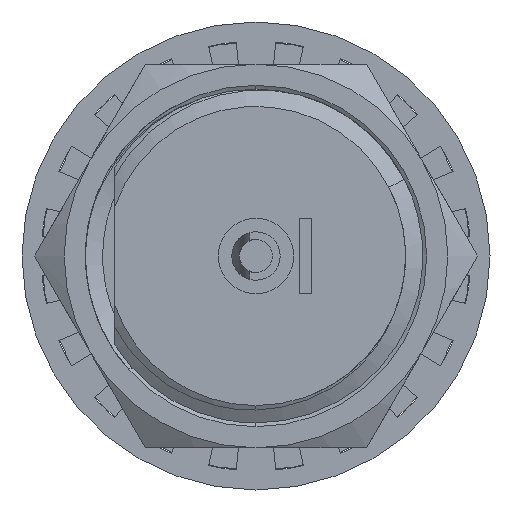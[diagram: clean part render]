
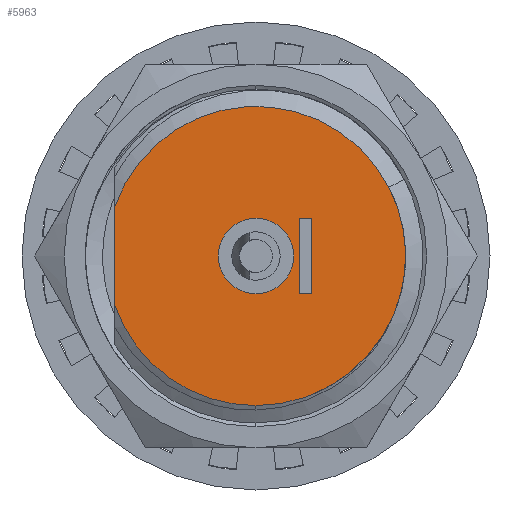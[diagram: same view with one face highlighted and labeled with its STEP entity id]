
A CAD part, left-side view. The second image highlights one B-rep face of the part: STEP entity #5963.
In plain terms, the highlighted planar face has unit normal (-1, 0, 0).
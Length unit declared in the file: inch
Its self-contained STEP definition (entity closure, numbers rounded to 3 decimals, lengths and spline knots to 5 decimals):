
#113 = DIRECTION ( 'NONE',  ( 0., 0., 1. ) ) ;
#126 = CARTESIAN_POINT ( 'NONE',  ( -0.76766, -0.05709, 0.04921 ) ) ;
#352 = B_SPLINE_CURVE_WITH_KNOTS ( 'NONE', 3,
 ( #1268, #16545, #15166, #14973, #13296, #16345, #7797, #16649, #4628, #8870, #14779, #3145 ),
 .UNSPECIFIED., .F., .F.,
 ( 4, 2, 2, 2, 2, 4 ),
 ( 0., 0.00109, 0.00219, 0.00273, 0.00328, 0.00437 ),
 .UNSPECIFIED. ) ;
#466 = CARTESIAN_POINT ( 'NONE',  ( -0.76766, -0.07283, 0.04921 ) ) ;
#510 = DIRECTION ( 'NONE',  ( 0., 0., -1. ) ) ;
#679 = EDGE_CURVE ( 'NONE', #12834, #17644, #16804, .T. ) ;
#824 = EDGE_CURVE ( 'NONE', #5418, #16556, #11428, .T. ) ;
#1178 = EDGE_LOOP ( 'NONE', ( #14622, #6172, #7774, #3741, #18018 ) ) ;
#1268 = CARTESIAN_POINT ( 'NONE',  ( -0.76766, -0.17958, -0.076 ) ) ;
#1292 = CARTESIAN_POINT ( 'NONE',  ( -0.76766, -0.1732, 0.08959 ) ) ;
#1864 = DIRECTION ( 'NONE',  ( -1., 0., 0. ) ) ;
#2466 = DIRECTION ( 'NONE',  ( 0., 0., -1. ) ) ;
#3145 = CARTESIAN_POINT ( 'NONE',  ( -0.76766, -0.1732, 0.08959 ) ) ;
#3252 = VECTOR ( 'NONE', #11982, 39.37008 ) ;
#3338 = VECTOR ( 'NONE', #6315, 39.37008 ) ;
#3446 = DIRECTION ( 'NONE',  ( 0., 0., 1. ) ) ;
#3583 = CARTESIAN_POINT ( 'NONE',  ( -0.76766, -0.07283, 0.04921 ) ) ;
#3704 = EDGE_CURVE ( 'NONE', #13394, #3957, #10862, .T. ) ;
#3741 = ORIENTED_EDGE ( 'NONE', *, *, #10343, .T. ) ;
#3873 = DIRECTION ( 'NONE',  ( -1., 0., 0. ) ) ;
#3943 = CARTESIAN_POINT ( 'NONE',  ( -0.76766, 0.18402, 0.11595 ) ) ;
#3957 = VERTEX_POINT ( 'NONE', #13679 ) ;
#4218 = AXIS2_PLACEMENT_3D ( 'NONE', #8189, #9757, #8284 ) ;
#4460 = DIRECTION ( 'NONE',  ( 0., 0., -1. ) ) ;
#4465 = ORIENTED_EDGE ( 'NONE', *, *, #8046, .F. ) ;
#4628 = CARTESIAN_POINT ( 'NONE',  ( -0.76766, -0.19036, 0.04288 ) ) ;
#4831 = CARTESIAN_POINT ( 'NONE',  ( -0.76766, 0., 0. ) ) ;
#4843 = VECTOR ( 'NONE', #2466, 39.37008 ) ;
#5418 = VERTEX_POINT ( 'NONE', #15253 ) ;
#5921 = ORIENTED_EDGE ( 'NONE', *, *, #679, .F. ) ;
#5963 = ADVANCED_FACE ( 'NONE', ( #6179, #15231, #10709 ), #18201, .F. ) ;
#6172 = ORIENTED_EDGE ( 'NONE', *, *, #9994, .T. ) ;
#6179 = FACE_BOUND ( 'NONE', #18503, .T. ) ;
#6315 = DIRECTION ( 'NONE',  ( 0., -1., 0. ) ) ;
#6496 = AXIS2_PLACEMENT_3D ( 'NONE', #4831, #1864, #3446 ) ;
#6514 = VERTEX_POINT ( 'NONE', #19173 ) ;
#7419 = CARTESIAN_POINT ( 'NONE',  ( -0.76766, 0., 0. ) ) ;
#7664 = EDGE_CURVE ( 'NONE', #6514, #11146, #16127, .T. ) ;
#7774 = ORIENTED_EDGE ( 'NONE', *, *, #7664, .T. ) ;
#7797 = CARTESIAN_POINT ( 'NONE',  ( -0.76766, -0.19392, 0.02172 ) ) ;
#7809 = ORIENTED_EDGE ( 'NONE', *, *, #3704, .F. ) ;
#7902 = EDGE_LOOP ( 'NONE', ( #4465, #7809, #11734, #19258 ) ) ;
#7949 = AXIS2_PLACEMENT_3D ( 'NONE', #8515, #3873, #14425 ) ;
#8046 = EDGE_CURVE ( 'NONE', #3957, #12386, #16764, .T. ) ;
#8189 = CARTESIAN_POINT ( 'NONE',  ( -0.76766, 0., 0. ) ) ;
#8284 = DIRECTION ( 'NONE',  ( 0., 0., -1. ) ) ;
#8515 = CARTESIAN_POINT ( 'NONE',  ( -0.76766, 0., 0. ) ) ;
#8732 = AXIS2_PLACEMENT_3D ( 'NONE', #9091, #17952, #113 ) ;
#8870 = CARTESIAN_POINT ( 'NONE',  ( -0.76766, -0.1849, 0.06356 ) ) ;
#9091 = CARTESIAN_POINT ( 'NONE',  ( -0.76766, 0., 0. ) ) ;
#9420 = DIRECTION ( 'NONE',  ( 0., 0., -1. ) ) ;
#9597 = LINE ( 'NONE', #3583, #15526 ) ;
#9647 = VERTEX_POINT ( 'NONE', #1292 ) ;
#9757 = DIRECTION ( 'NONE',  ( -1., 0., 0. ) ) ;
#9857 = EDGE_CURVE ( 'NONE', #9647, #5418, #9970, .T. ) ;
#9970 = CIRCLE ( 'NONE', #8732, 0.195 ) ;
#9994 = EDGE_CURVE ( 'NONE', #16556, #6514, #13428, .T. ) ;
#10069 = ORIENTED_EDGE ( 'NONE', *, *, #14742, .F. ) ;
#10343 = EDGE_CURVE ( 'NONE', #11146, #9647, #352, .T. ) ;
#10404 = LINE ( 'NONE', #16403, #3252 ) ;
#10709 = FACE_BOUND ( 'NONE', #7902, .T. ) ;
#10739 = VERTEX_POINT ( 'NONE', #466 ) ;
#10764 = CARTESIAN_POINT ( 'NONE',  ( -0.76766, -0.07283, -0.04921 ) ) ;
#10862 = LINE ( 'NONE', #126, #16817 ) ;
#11146 = VERTEX_POINT ( 'NONE', #16223 ) ;
#11428 = LINE ( 'NONE', #3943, #4843 ) ;
#11734 = ORIENTED_EDGE ( 'NONE', *, *, #11764, .F. ) ;
#11764 = EDGE_CURVE ( 'NONE', #10739, #13394, #10404, .T. ) ;
#11982 = DIRECTION ( 'NONE',  ( 0., 1., 0. ) ) ;
#12007 = EDGE_CURVE ( 'NONE', #12386, #10739, #9597, .T. ) ;
#12236 = CARTESIAN_POINT ( 'NONE',  ( -0.76766, -0.07283, -0.04921 ) ) ;
#12386 = VERTEX_POINT ( 'NONE', #10764 ) ;
#12469 = AXIS2_PLACEMENT_3D ( 'NONE', #16717, #13468, #9420 ) ;
#12834 = VERTEX_POINT ( 'NONE', #16928 ) ;
#13057 = CARTESIAN_POINT ( 'NONE',  ( -0.76766, 0.18402, -0.06452 ) ) ;
#13296 = CARTESIAN_POINT ( 'NONE',  ( -0.76766, -0.1954, -0.00656 ) ) ;
#13394 = VERTEX_POINT ( 'NONE', #14923 ) ;
#13428 = CIRCLE ( 'NONE', #6496, 0.195 ) ;
#13434 = DIRECTION ( 'NONE',  ( -1., 0., 0. ) ) ;
#13468 = DIRECTION ( 'NONE',  ( 1., 0., 0. ) ) ;
#13679 = CARTESIAN_POINT ( 'NONE',  ( -0.76766, -0.05709, -0.04921 ) ) ;
#14425 = DIRECTION ( 'NONE',  ( 0., 0., 1. ) ) ;
#14466 = CARTESIAN_POINT ( 'NONE',  ( -0.76766, 0., -0.04921 ) ) ;
#14622 = ORIENTED_EDGE ( 'NONE', *, *, #824, .T. ) ;
#14742 = EDGE_CURVE ( 'NONE', #17644, #12834, #19379, .T. ) ;
#14779 = CARTESIAN_POINT ( 'NONE',  ( -0.76766, -0.1798, 0.07683 ) ) ;
#14923 = CARTESIAN_POINT ( 'NONE',  ( -0.76766, -0.05709, 0.04921 ) ) ;
#14973 = CARTESIAN_POINT ( 'NONE',  ( -0.76766, -0.19441, -0.02086 ) ) ;
#15166 = CARTESIAN_POINT ( 'NONE',  ( -0.76766, -0.18928, -0.04902 ) ) ;
#15231 = FACE_OUTER_BOUND ( 'NONE', #1178, .T. ) ;
#15253 = CARTESIAN_POINT ( 'NONE',  ( -0.76766, 0.18402, 0.06452 ) ) ;
#15526 = VECTOR ( 'NONE', #16902, 39.37008 ) ;
#16127 = CIRCLE ( 'NONE', #7949, 0.195 ) ;
#16223 = CARTESIAN_POINT ( 'NONE',  ( -0.76766, -0.17958, -0.076 ) ) ;
#16345 = CARTESIAN_POINT ( 'NONE',  ( -0.76766, -0.19458, 0.01465 ) ) ;
#16403 = CARTESIAN_POINT ( 'NONE',  ( -0.76766, -0.07283, 0.04921 ) ) ;
#16545 = CARTESIAN_POINT ( 'NONE',  ( -0.76766, -0.18518, -0.06278 ) ) ;
#16556 = VERTEX_POINT ( 'NONE', #13057 ) ;
#16649 = CARTESIAN_POINT ( 'NONE',  ( -0.76766, -0.19181, 0.03582 ) ) ;
#16717 = CARTESIAN_POINT ( 'NONE',  ( -0.76766, 0.2075, 0. ) ) ;
#16764 = LINE ( 'NONE', #12236, #3338 ) ;
#16804 = CIRCLE ( 'NONE', #4218, 0.04921 ) ;
#16817 = VECTOR ( 'NONE', #510, 39.37008 ) ;
#16902 = DIRECTION ( 'NONE',  ( 0., 0., 1. ) ) ;
#16928 = CARTESIAN_POINT ( 'NONE',  ( -0.76766, 0., 0.04921 ) ) ;
#17644 = VERTEX_POINT ( 'NONE', #14466 ) ;
#17784 = AXIS2_PLACEMENT_3D ( 'NONE', #7419, #13434, #4460 ) ;
#17952 = DIRECTION ( 'NONE',  ( -1., 0., 0. ) ) ;
#18018 = ORIENTED_EDGE ( 'NONE', *, *, #9857, .T. ) ;
#18201 = PLANE ( 'NONE',  #12469 ) ;
#18503 = EDGE_LOOP ( 'NONE', ( #10069, #5921 ) ) ;
#19173 = CARTESIAN_POINT ( 'NONE',  ( -0.76766, 0., -0.195 ) ) ;
#19258 = ORIENTED_EDGE ( 'NONE', *, *, #12007, .F. ) ;
#19379 = CIRCLE ( 'NONE', #17784, 0.04921 ) ;
